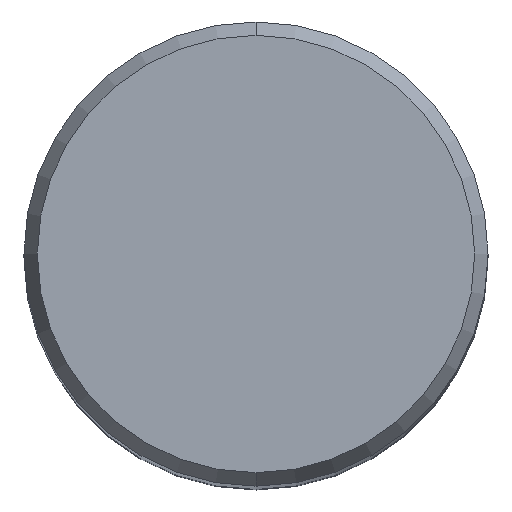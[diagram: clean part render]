
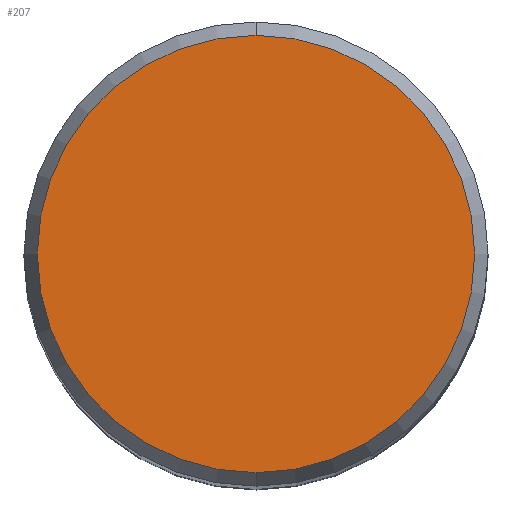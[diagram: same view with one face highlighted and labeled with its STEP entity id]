
A CAD part, top view. The second image highlights one B-rep face of the part: STEP entity #207.
In plain terms, the highlighted planar face has unit normal (0, 0, 1).
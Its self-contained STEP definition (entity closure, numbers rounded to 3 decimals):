
#203=VERTEX_POINT('',#462);
#207=ADVANCED_FACE('',(#466),#467,.T.);
#279=EDGE_CURVE('',#203,#369,#545,.T.);
#351=EDGE_CURVE('',#369,#203,#623,.T.);
#369=VERTEX_POINT('',#642);
#462=CARTESIAN_POINT('',(0.0,7.479,0.0));
#466=FACE_OUTER_BOUND('',#775,.T.);
#467=PLANE('',#776);
#545=CIRCLE('',#1011,7.479);
#623=CIRCLE('',#1189,7.479);
#642=CARTESIAN_POINT('',(0.,-7.479,0.0));
#775=EDGE_LOOP('',(#1381,#1382));
#776=AXIS2_PLACEMENT_3D('',#1383,#1384,#1385);
#1011=AXIS2_PLACEMENT_3D('',#1453,#1454,#1455);
#1189=AXIS2_PLACEMENT_3D('',#1527,#1528,#1529);
#1381=ORIENTED_EDGE('',*,*,#279,.F.);
#1382=ORIENTED_EDGE('',*,*,#351,.F.);
#1383=CARTESIAN_POINT('',(0.0,3.74,0.0));
#1384=DIRECTION('',(-0.0,0.0,1.0));
#1385=DIRECTION('',(0.0,-1.0,0.0));
#1453=CARTESIAN_POINT('',(0.0,0.0,0.0));
#1454=DIRECTION('',(0.0,0.0,-1.0));
#1455=DIRECTION('',(0.0,1.0,0.0));
#1527=CARTESIAN_POINT('',(0.0,0.0,0.0));
#1528=DIRECTION('',(0.0,0.0,-1.0));
#1529=DIRECTION('',(0.0,1.0,0.0));
